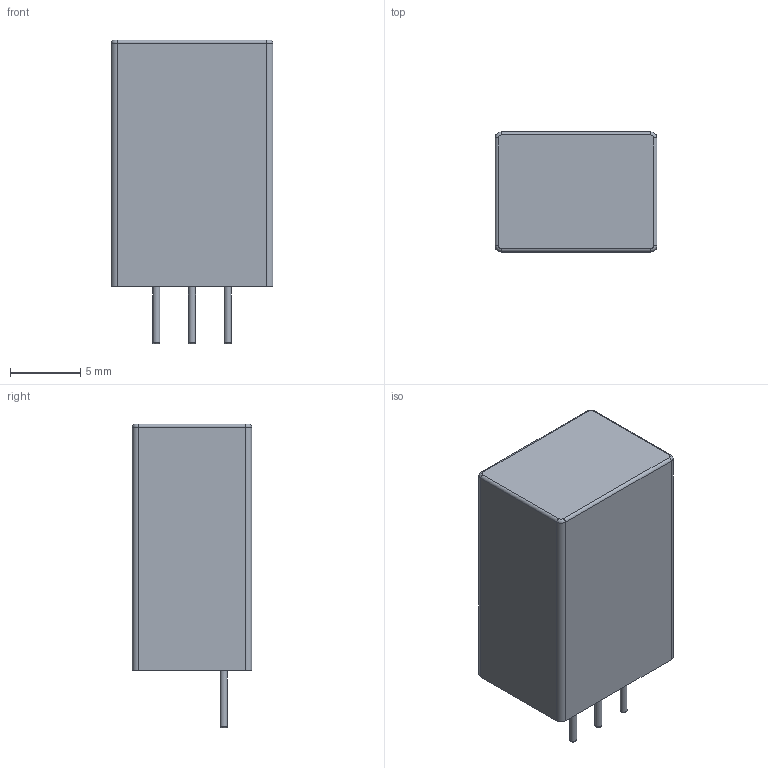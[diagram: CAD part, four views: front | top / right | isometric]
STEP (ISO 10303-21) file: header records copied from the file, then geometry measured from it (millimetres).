
FILE_DESCRIPTION(/* description */ ('model of Converter_DCDC_RECOM_R-78HBxx-0.5_THT'),/* implementation_level */ '2;1');
FILE_NAME(/* name */ 'Converter_DCDC_RECOM_R-78HBxx-0.5_THT.step',/* time_stamp */ '2018-03-25T16:11:43',/* author */ ('kicad StepUp','ksu'),/* organization */ ('FreeCAD'),/* preprocessor_version */ 'OCC',/* originating_system */ 'kicad StepUp',/* authorisation */ '');
FILE_SCHEMA(('AUTOMOTIVE_DESIGN { 1 0 10303 214 1 1 1 1 }'));
Length unit declared in the file: millimetre
Products named in the file (5): ASSEMBLY; Converter_DCDC_RECOM_R_78HBxx_05_THT001; Shape0_0969658193962; Shape0_344334332836; Converter_DCDC_RECOM_R_78HBxx_05_THT
Assembly tree (4 placements, depth 2):
  ASSEMBLY
    Converter_DCDC_RECOM_R_78HBxx_05_THT001
    Shape0_0969658193962
    Shape0_344334332836
    Converter_DCDC_RECOM_R_78HBxx_05_THT
Bounding box: 11.5 x 8.5 x 21.6 mm (x, y, z)
Surface area: 1778.5 mm2
Topology: 6 solids, 6 shells, 54 faces, 107 edges, 65 vertices
Faces by surface type: plane 24, cylinder 19, torus 11
Full cylindrical faces by diameter (mm): 0.5 x3
Entity records: 1523 total; most frequent: DIRECTION 277, CARTESIAN_POINT 231, ORIENTED_EDGE 214, AXIS2_PLACEMENT_3D 111, EDGE_CURVE 107, VERTEX_POINT 65, LINE 55, VECTOR 55
